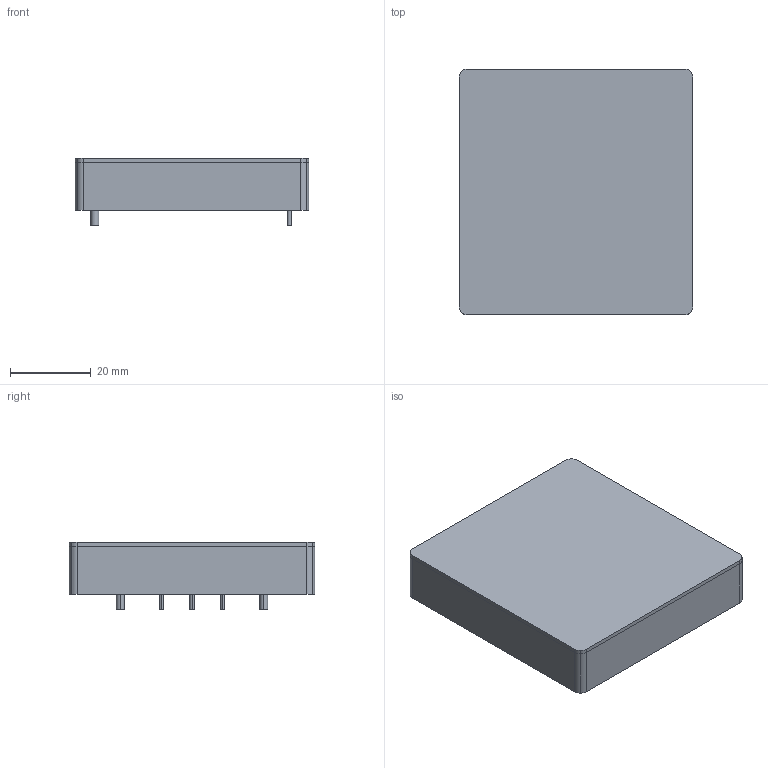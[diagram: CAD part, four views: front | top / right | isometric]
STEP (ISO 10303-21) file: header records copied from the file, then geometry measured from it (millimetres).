
FILE_DESCRIPTION((''),'2;1');
FILE_NAME('DC-DC_LAMBDA_PAH.stp','2009-04-28T10:54:35',(''),(''),'Mechanical Desktop 2006','Mechanical Desktop 2006',', , ');
FILE_SCHEMA(('AUTOMOTIVE_DESIGN { 1 2 10303 214 0 1 1 1 }'));
Length unit declared in the file: millimetre
Products named in the file (1): Product
Bounding box: 57.9 x 61 x 16.75 mm (x, y, z)
Volume: 45597 mm3; surface area: 18317 mm2
Topology: 15 solids, 15 shells, 100 faces, 198 edges, 132 vertices
Faces by surface type: cylinder 58, plane 42
Entity records: 2692 total; most frequent: DIRECTION 516, CARTESIAN_POINT 431, ORIENTED_EDGE 396, AXIS2_PLACEMENT_3D 217, EDGE_CURVE 198, VERTEX_POINT 132, CIRCLE 116, EDGE_LOOP 112
